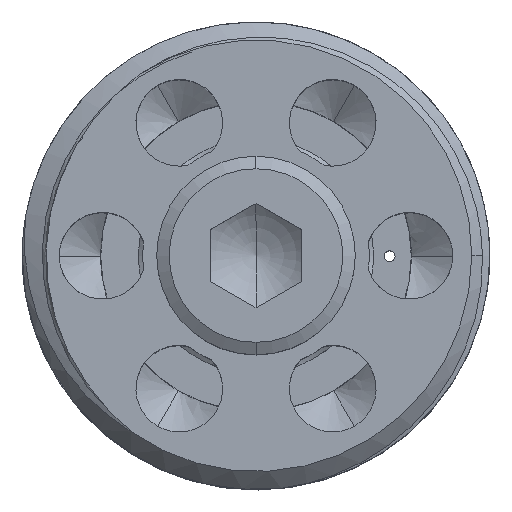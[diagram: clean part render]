
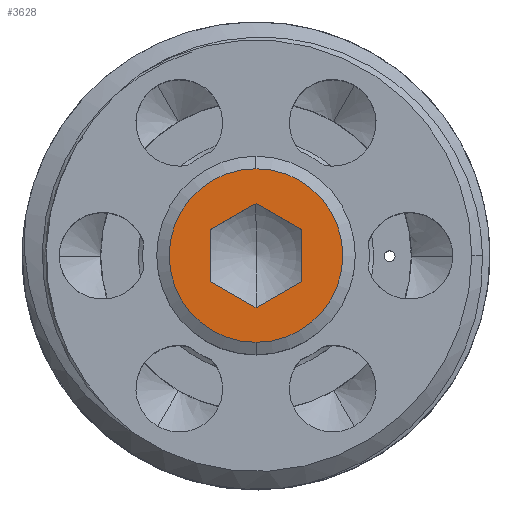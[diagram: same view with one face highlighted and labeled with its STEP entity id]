
A CAD part, top view. The second image highlights one B-rep face of the part: STEP entity #3628.
In plain terms, the highlighted planar face has unit normal (0, 0, 1).
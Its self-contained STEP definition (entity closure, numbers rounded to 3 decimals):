
#365 = CARTESIAN_POINT ( 'NONE',  ( -1.25, 0.722, 35.755 ) ) ;
#366 = CARTESIAN_POINT ( 'NONE',  ( 0., -1.443, 35.755 ) ) ;
#367 = DIRECTION ( 'NONE',  ( 0., -1., 0. ) ) ;
#369 = CARTESIAN_POINT ( 'NONE',  ( 1.25, -0.722, 35.755 ) ) ;
#371 = CARTESIAN_POINT ( 'NONE',  ( -1.25, -0.722, 35.755 ) ) ;
#372 = DIRECTION ( 'NONE',  ( 0.866, -0.5, 0. ) ) ;
#374 = CARTESIAN_POINT ( 'NONE',  ( 1.25, 0.722, 35.755 ) ) ;
#376 = DIRECTION ( 'NONE',  ( 0.866, 0.5, 0. ) ) ;
#378 = CARTESIAN_POINT ( 'NONE',  ( 0., 1.443, 35.755 ) ) ;
#380 = DIRECTION ( 'NONE',  ( 0., 1., 0. ) ) ;
#383 = DIRECTION ( 'NONE',  ( -0.866, 0.5, 0. ) ) ;
#386 = DIRECTION ( 'NONE',  ( -0.866, -0.5, 0. ) ) ;
#389 = CARTESIAN_POINT ( 'NONE',  ( 0., 0., 35.755 ) ) ;
#390 = DIRECTION ( 'NONE',  ( 0., 0., 1. ) ) ;
#391 = DIRECTION ( 'NONE',  ( 0., -1., 0. ) ) ;
#442 = CARTESIAN_POINT ( 'NONE',  ( 0., 0., 35.755 ) ) ;
#446 = PLANE ( 'NONE',  #6677 ) ;
#448 = DIRECTION ( 'NONE',  ( 0., 0., -1. ) ) ;
#449 = DIRECTION ( 'NONE',  ( 0., -1., 0. ) ) ;
#1280 = CARTESIAN_POINT ( 'NONE',  ( 0., 0., 35.755 ) ) ;
#1282 = DIRECTION ( 'NONE',  ( 0., 0., 1. ) ) ;
#1284 = DIRECTION ( 'NONE',  ( 0., -1., 0. ) ) ;
#1541 = CARTESIAN_POINT ( 'NONE',  ( 0., -1.443, 35.755 ) ) ;
#1561 = CARTESIAN_POINT ( 'NONE',  ( 0., 2.404, 35.755 ) ) ;
#1613 = CARTESIAN_POINT ( 'NONE',  ( -1.25, -0.722, 35.755 ) ) ;
#1680 = CARTESIAN_POINT ( 'NONE',  ( 0., 1.443, 35.755 ) ) ;
#1768 = CARTESIAN_POINT ( 'NONE',  ( 0., -2.404, 35.755 ) ) ;
#1798 = CARTESIAN_POINT ( 'NONE',  ( 1.25, -0.722, 35.755 ) ) ;
#1855 = CARTESIAN_POINT ( 'NONE',  ( -1.25, 0.722, 35.755 ) ) ;
#1886 = CARTESIAN_POINT ( 'NONE',  ( 1.25, 0.722, 35.755 ) ) ;
#3628 = ADVANCED_FACE ( 'NONE', ( #9140, #9153 ), #446, .F. ) ;
#5477 = AXIS2_PLACEMENT_3D ( 'NONE', #1280, #1282, #1284 ) ;
#5485 = AXIS2_PLACEMENT_3D ( 'NONE', #389, #390, #391 ) ;
#6677 = AXIS2_PLACEMENT_3D ( 'NONE', #442, #448, #449 ) ;
#7412 = EDGE_CURVE ( 'NONE', #8265, #8374, #9202, .T. ) ;
#8211 = ORIENTED_EDGE ( 'NONE', *, *, #10234, .F. ) ;
#8212 = ORIENTED_EDGE ( 'NONE', *, *, #10240, .F. ) ;
#8213 = ORIENTED_EDGE ( 'NONE', *, *, #7412, .T. ) ;
#8214 = ORIENTED_EDGE ( 'NONE', *, *, #10229, .F. ) ;
#8230 = ORIENTED_EDGE ( 'NONE', *, *, #10238, .F. ) ;
#8231 = ORIENTED_EDGE ( 'NONE', *, *, #10232, .F. ) ;
#8237 = VERTEX_POINT ( 'NONE', #1541 ) ;
#8265 = VERTEX_POINT ( 'NONE', #1561 ) ;
#8276 = VERTEX_POINT ( 'NONE', #1613 ) ;
#8316 = VERTEX_POINT ( 'NONE', #1680 ) ;
#8374 = VERTEX_POINT ( 'NONE', #1768 ) ;
#8392 = VERTEX_POINT ( 'NONE', #1798 ) ;
#8475 = VERTEX_POINT ( 'NONE', #1855 ) ;
#8519 = VERTEX_POINT ( 'NONE', #1886 ) ;
#8964 = ORIENTED_EDGE ( 'NONE', *, *, #10236, .F. ) ;
#8969 = ORIENTED_EDGE ( 'NONE', *, *, #10241, .T. ) ;
#9140 = FACE_BOUND ( 'NONE', #9780, .T. ) ;
#9153 = FACE_OUTER_BOUND ( 'NONE', #9543, .T. ) ;
#9202 = CIRCLE ( 'NONE', #5477, 2.404 ) ;
#9543 = EDGE_LOOP ( 'NONE', ( #8969, #8213 ) ) ;
#9780 = EDGE_LOOP ( 'NONE', ( #8212, #8230, #8964, #8211, #8231, #8214 ) ) ;
#9969 = VECTOR ( 'NONE', #367, 1000. ) ;
#9971 = LINE ( 'NONE', #365, #9969 ) ;
#9973 = LINE ( 'NONE', #371, #10160 ) ;
#9979 = LINE ( 'NONE', #366, #10157 ) ;
#9994 = LINE ( 'NONE', #378, #10001 ) ;
#9997 = CIRCLE ( 'NONE', #5485, 2.404 ) ;
#10001 = VECTOR ( 'NONE', #386, 1000. ) ;
#10009 = VECTOR ( 'NONE', #383, 1000. ) ;
#10142 = LINE ( 'NONE', #374, #10009 ) ;
#10147 = VECTOR ( 'NONE', #380, 1000. ) ;
#10157 = VECTOR ( 'NONE', #376, 1000. ) ;
#10160 = VECTOR ( 'NONE', #372, 1000. ) ;
#10161 = LINE ( 'NONE', #369, #10147 ) ;
#10229 = EDGE_CURVE ( 'NONE', #8475, #8276, #9971, .T. ) ;
#10232 = EDGE_CURVE ( 'NONE', #8276, #8237, #9973, .T. ) ;
#10234 = EDGE_CURVE ( 'NONE', #8237, #8392, #9979, .T. ) ;
#10236 = EDGE_CURVE ( 'NONE', #8392, #8519, #10161, .T. ) ;
#10238 = EDGE_CURVE ( 'NONE', #8519, #8316, #10142, .T. ) ;
#10240 = EDGE_CURVE ( 'NONE', #8316, #8475, #9994, .T. ) ;
#10241 = EDGE_CURVE ( 'NONE', #8374, #8265, #9997, .T. ) ;
